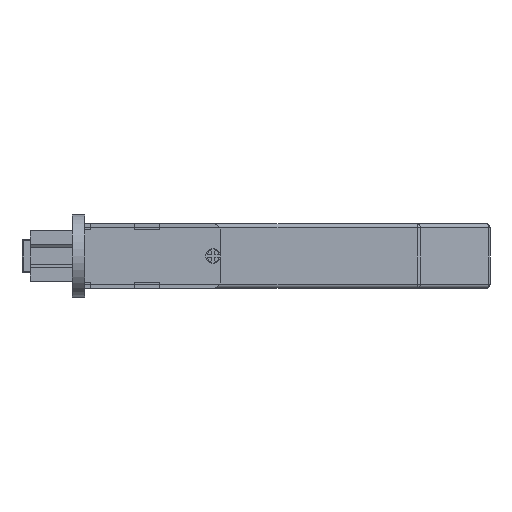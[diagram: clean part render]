
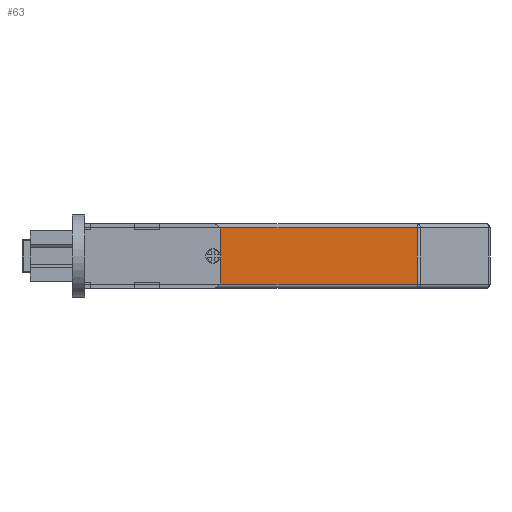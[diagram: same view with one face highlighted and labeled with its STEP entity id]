
A CAD part, front view. The second image highlights one B-rep face of the part: STEP entity #63.
In plain terms, the highlighted planar face has unit normal (0, -1, 0).
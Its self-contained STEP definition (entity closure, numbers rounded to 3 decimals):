
#63 = ADVANCED_FACE ( 'NONE', ( #1786, #3491 ), #2784, .T. ) ;
#91 = EDGE_LOOP ( 'NONE', ( #7459, #7859 ) ) ;
#195 = DIRECTION ( 'NONE',  ( 0., 0., -1. ) ) ;
#299 = VERTEX_POINT ( 'NONE', #3279 ) ;
#310 = DIRECTION ( 'NONE',  ( 0., 0., 1. ) ) ;
#460 = CARTESIAN_POINT ( 'NONE',  ( 93., -14.7, -0.75 ) ) ;
#763 = CARTESIAN_POINT ( 'NONE',  ( 92.586, -14.7, -0.75 ) ) ;
#1102 = EDGE_CURVE ( 'NONE', #299, #9242, #1249, .T. ) ;
#1249 = LINE ( 'NONE', #460, #4711 ) ;
#1344 = CARTESIAN_POINT ( 'NONE',  ( 92.586, -14.7, -1.75 ) ) ;
#1399 = CARTESIAN_POINT ( 'NONE',  ( 92.586, -14.7, 12.75 ) ) ;
#1461 = EDGE_CURVE ( 'NONE', #9242, #3777, #10742, .T. ) ;
#1548 = DIRECTION ( 'NONE',  ( 0., 0., -1. ) ) ;
#1696 = CARTESIAN_POINT ( 'NONE',  ( 13., -14.7, -1.75 ) ) ;
#1786 = FACE_BOUND ( 'NONE', #91, .T. ) ;
#1952 = ORIENTED_EDGE ( 'NONE', *, *, #1461, .T. ) ;
#2783 = CARTESIAN_POINT ( 'NONE',  ( 13., -14.7, 12.75 ) ) ;
#2784 = PLANE ( 'NONE',  #11178 ) ;
#2902 = EDGE_LOOP ( 'NONE', ( #9314, #4007, #1952, #4368 ) ) ;
#3235 = CIRCLE ( 'NONE', #5613, 1.75 ) ;
#3279 = CARTESIAN_POINT ( 'NONE',  ( 13., -14.7, -0.75 ) ) ;
#3491 = FACE_OUTER_BOUND ( 'NONE', #2902, .T. ) ;
#3665 = CARTESIAN_POINT ( 'NONE',  ( 43.75, -14.7, 7.75 ) ) ;
#3777 = VERTEX_POINT ( 'NONE', #1399 ) ;
#3930 = EDGE_CURVE ( 'NONE', #6461, #10083, #6775, .T. ) ;
#4007 = ORIENTED_EDGE ( 'NONE', *, *, #1102, .T. ) ;
#4180 = DIRECTION ( 'NONE',  ( 1., 0., 0. ) ) ;
#4225 = EDGE_CURVE ( 'NONE', #299, #4672, #9174, .T. ) ;
#4368 = ORIENTED_EDGE ( 'NONE', *, *, #7093, .T. ) ;
#4672 = VERTEX_POINT ( 'NONE', #2783 ) ;
#4711 = VECTOR ( 'NONE', #4180, 1000. ) ;
#5608 = VECTOR ( 'NONE', #7509, 1000. ) ;
#5613 = AXIS2_PLACEMENT_3D ( 'NONE', #11548, #8647, #195 ) ;
#5620 = DIRECTION ( 'NONE',  ( 0., -1., 0. ) ) ;
#6193 = AXIS2_PLACEMENT_3D ( 'NONE', #11040, #5620, #7464 ) ;
#6461 = VERTEX_POINT ( 'NONE', #11896 ) ;
#6775 = CIRCLE ( 'NONE', #6193, 1.75 ) ;
#7093 = EDGE_CURVE ( 'NONE', #3777, #4672, #10612, .T. ) ;
#7220 = EDGE_CURVE ( 'NONE', #10083, #6461, #3235, .T. ) ;
#7249 = CARTESIAN_POINT ( 'NONE',  ( 13., -14.7, -1.75 ) ) ;
#7366 = DIRECTION ( 'NONE',  ( 0., -1., 0. ) ) ;
#7459 = ORIENTED_EDGE ( 'NONE', *, *, #3930, .F. ) ;
#7464 = DIRECTION ( 'NONE',  ( 0., 0., -1. ) ) ;
#7509 = DIRECTION ( 'NONE',  ( 0., 0., 1. ) ) ;
#7613 = CARTESIAN_POINT ( 'NONE',  ( 13., -14.7, 12.75 ) ) ;
#7859 = ORIENTED_EDGE ( 'NONE', *, *, #7220, .F. ) ;
#8647 = DIRECTION ( 'NONE',  ( 0., -1., 0. ) ) ;
#9017 = VECTOR ( 'NONE', #310, 1000. ) ;
#9174 = LINE ( 'NONE', #1696, #5608 ) ;
#9242 = VERTEX_POINT ( 'NONE', #763 ) ;
#9314 = ORIENTED_EDGE ( 'NONE', *, *, #4225, .F. ) ;
#9928 = VECTOR ( 'NONE', #10439, 1000. ) ;
#10083 = VERTEX_POINT ( 'NONE', #3665 ) ;
#10439 = DIRECTION ( 'NONE',  ( -1., 0., 0. ) ) ;
#10612 = LINE ( 'NONE', #7613, #9928 ) ;
#10742 = LINE ( 'NONE', #1344, #9017 ) ;
#11040 = CARTESIAN_POINT ( 'NONE',  ( 43.75, -14.7, 6. ) ) ;
#11178 = AXIS2_PLACEMENT_3D ( 'NONE', #7249, #7366, #1548 ) ;
#11548 = CARTESIAN_POINT ( 'NONE',  ( 43.75, -14.7, 6. ) ) ;
#11896 = CARTESIAN_POINT ( 'NONE',  ( 43.75, -14.7, 4.25 ) ) ;
